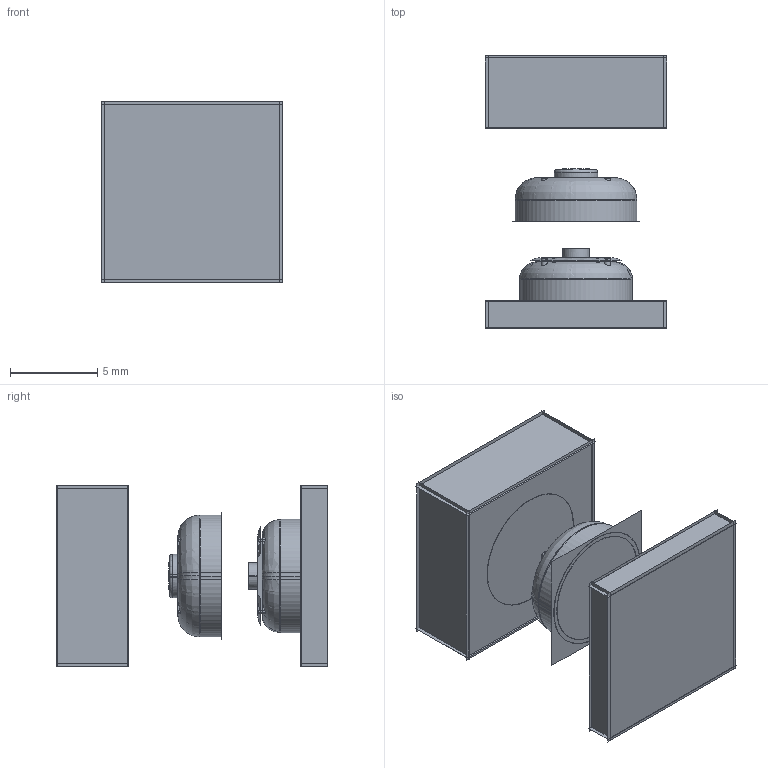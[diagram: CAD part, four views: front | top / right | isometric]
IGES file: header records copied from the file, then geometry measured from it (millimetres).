
Start section:  PTC IGES file: mould_asm.igs
Global section: file name: mould_asm.igs; native system: Creo Elements/Pro by Parametric Technology Corporation; preprocessor: 2010480; author: stephanes; organization: Unknown; date: 20120523.103338; units: millimetre
Bounding box: 10.4 x 15.6 x 10.4 mm (x, y, z)
Volume: 567.5 mm3; surface area: 4677.3 mm2
Topology: 3 solids, 3 shells, 322 faces, 2032 edges, 2760 vertices
Faces by surface type: bspline 186, revolution 136
